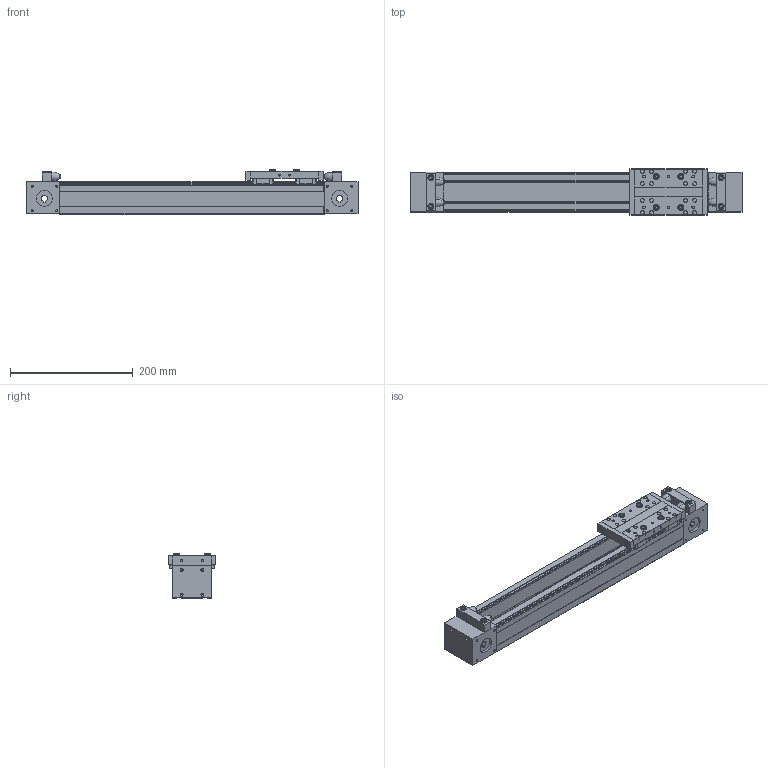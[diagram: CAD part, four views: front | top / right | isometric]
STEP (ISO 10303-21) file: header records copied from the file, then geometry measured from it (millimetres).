
FILE_DESCRIPTION((''),'2;1');
FILE_NAME('MSL65-R16-S-Hub 300.stp','2012-10-11T08:19:25',('hartung_david'),(''),'Autodesk Inventor 2012','Autodesk Inventor 2012','');
FILE_SCHEMA(('AUTOMOTIVE_DESIGN { 1 0 10303 214 1 1 1 1 }'));
Length unit declared in the file: millimetre
Products named in the file (4): MSL65-R16-S-Hub 300; MSL65-R16-S-300-010; MSL65-R16-S-300-020; MSL65-R16-S-300-030
Assembly tree (3 placements, depth 2):
  MSL65-R16-S-Hub 300
    MSL65-R16-S-300-010
    MSL65-R16-S-300-020
    MSL65-R16-S-300-030
Bounding box: 540 x 75 x 71.9 mm (x, y, z)
Volume: 1106198.6 mm3; surface area: 274579.9 mm2
Topology: 22 solids, 63 shells, 1185 faces, 2978 edges, 1990 vertices
Faces by surface type: plane 737, cylinder 320, cone 64, torus 24, bspline 24, sphere 16
Full cylindrical faces by diameter (mm): 1.8 x8, 3 x16, 3.2 x16, 3.242 x20, 3.4 x18, 4.134 x10, 4.917 x8, 5.5 x16, 6 x32, 6.647 x4, 8.5 x8, 10 x8, 26 x4
Entity records: 35866 total; most frequent: CARTESIAN_POINT 7454, DIRECTION 5470, ORIENTED_EDGE 5216, EDGE_CURVE 2640, AXIS2_PLACEMENT_3D 1886, VERTEX_POINT 1874, VECTOR 1698, LINE 1698
